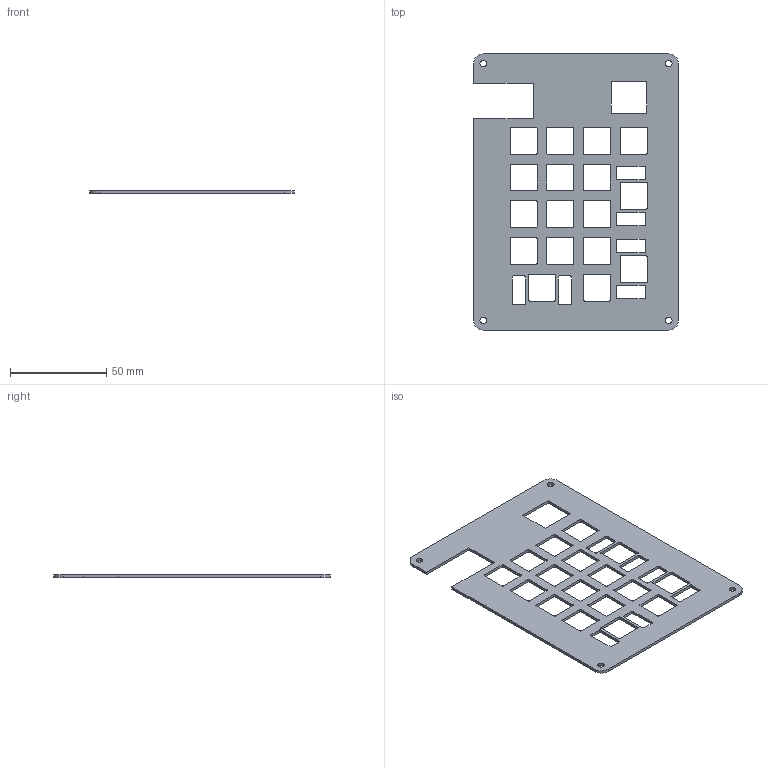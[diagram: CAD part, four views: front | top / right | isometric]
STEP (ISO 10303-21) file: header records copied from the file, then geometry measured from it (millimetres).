
FILE_DESCRIPTION(/* description */ (''),/* implementation_level */ '2;1');
FILE_NAME(/* name */ 'mid.step',/* time_stamp */ '2026-02-02T05:59:54+05:30',/* author */ (''),/* organization */ (''),/* preprocessor_version */ 'ST-DEVELOPER v20.1',/* originating_system */ 'Autodesk Translation Framework v14.24.0.0',/* authorisation */ '');
FILE_SCHEMA (('AUTOMOTIVE_DESIGN { 1 0 10303 214 3 1 1 }'));
Length unit declared in the file: millimetre
Products named in the file (1): 2026-02-02-03-07-52-636
Bounding box: 106.34 x 143.4 x 1.5 mm (x, y, z)
Volume: 15536.1 mm3; surface area: 23507.3 mm2
Topology: 1 solids, 1 shells, 206 faces, 612 edges, 408 vertices
Faces by surface type: plane 106, cylinder 100
Full cylindrical faces by diameter (mm): 3.4 x4
Entity records: 7101 total; most frequent: CARTESIAN_POINT 1227, DIRECTION 1226, ORIENTED_EDGE 1224, EDGE_CURVE 612, LINE 412, VECTOR 412, VERTEX_POINT 408, AXIS2_PLACEMENT_3D 407
